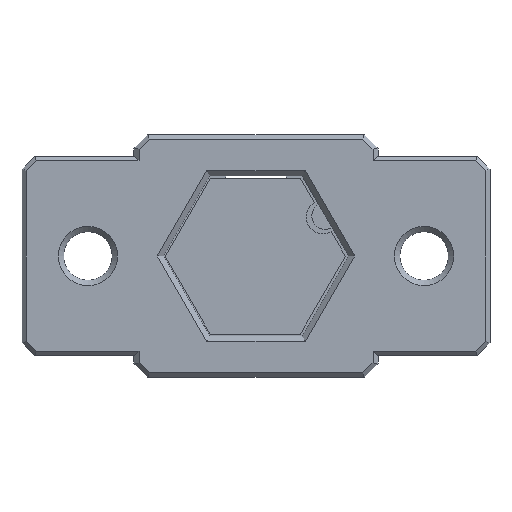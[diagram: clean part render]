
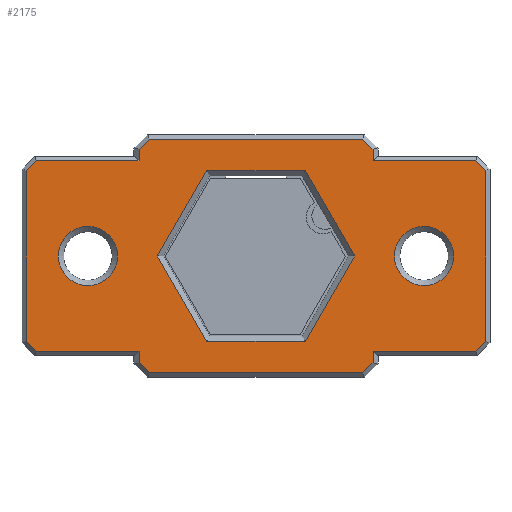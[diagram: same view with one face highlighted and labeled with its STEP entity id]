
A CAD part, front view. The second image highlights one B-rep face of the part: STEP entity #2175.
In plain terms, the highlighted planar face has unit normal (0, -1, 0).
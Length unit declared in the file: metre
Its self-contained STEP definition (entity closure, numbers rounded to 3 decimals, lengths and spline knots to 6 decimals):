
#33=CIRCLE('',#2333,0.0022);
#34=CIRCLE('',#2334,0.0022);
#158=ORIENTED_EDGE('',*,*,#756,.T.);
#159=ORIENTED_EDGE('',*,*,#757,.T.);
#160=ORIENTED_EDGE('',*,*,#758,.T.);
#161=ORIENTED_EDGE('',*,*,#759,.T.);
#162=ORIENTED_EDGE('',*,*,#760,.T.);
#163=ORIENTED_EDGE('',*,*,#761,.T.);
#164=ORIENTED_EDGE('',*,*,#762,.T.);
#165=ORIENTED_EDGE('',*,*,#763,.T.);
#166=ORIENTED_EDGE('',*,*,#764,.T.);
#167=ORIENTED_EDGE('',*,*,#765,.T.);
#168=ORIENTED_EDGE('',*,*,#766,.T.);
#169=ORIENTED_EDGE('',*,*,#767,.T.);
#170=ORIENTED_EDGE('',*,*,#768,.T.);
#171=ORIENTED_EDGE('',*,*,#769,.T.);
#172=ORIENTED_EDGE('',*,*,#770,.T.);
#173=ORIENTED_EDGE('',*,*,#771,.T.);
#174=ORIENTED_EDGE('',*,*,#772,.T.);
#175=ORIENTED_EDGE('',*,*,#773,.T.);
#176=ORIENTED_EDGE('',*,*,#774,.T.);
#177=ORIENTED_EDGE('',*,*,#775,.T.);
#178=ORIENTED_EDGE('',*,*,#776,.T.);
#179=ORIENTED_EDGE('',*,*,#777,.T.);
#180=ORIENTED_EDGE('',*,*,#778,.T.);
#181=ORIENTED_EDGE('',*,*,#779,.T.);
#182=ORIENTED_EDGE('',*,*,#780,.T.);
#183=ORIENTED_EDGE('',*,*,#781,.T.);
#184=ORIENTED_EDGE('',*,*,#782,.T.);
#185=ORIENTED_EDGE('',*,*,#783,.T.);
#756=EDGE_CURVE('',#1052,#1053,#1255,.T.);
#757=EDGE_CURVE('',#1053,#1054,#1256,.T.);
#758=EDGE_CURVE('',#1054,#1055,#1257,.T.);
#759=EDGE_CURVE('',#1055,#1056,#1258,.T.);
#760=EDGE_CURVE('',#1056,#1057,#1259,.T.);
#761=EDGE_CURVE('',#1057,#1058,#1260,.T.);
#762=EDGE_CURVE('',#1058,#1059,#1261,.T.);
#763=EDGE_CURVE('',#1059,#1060,#1262,.T.);
#764=EDGE_CURVE('',#1060,#1061,#1263,.T.);
#765=EDGE_CURVE('',#1061,#1062,#1264,.T.);
#766=EDGE_CURVE('',#1062,#1063,#1265,.T.);
#767=EDGE_CURVE('',#1063,#1064,#1266,.T.);
#768=EDGE_CURVE('',#1064,#1065,#1267,.T.);
#769=EDGE_CURVE('',#1065,#1066,#1268,.T.);
#770=EDGE_CURVE('',#1066,#1067,#1269,.T.);
#771=EDGE_CURVE('',#1067,#1068,#1270,.T.);
#772=EDGE_CURVE('',#1068,#1069,#1271,.T.);
#773=EDGE_CURVE('',#1069,#1070,#1272,.T.);
#774=EDGE_CURVE('',#1070,#1071,#1273,.T.);
#775=EDGE_CURVE('',#1071,#1052,#1274,.T.);
#776=EDGE_CURVE('',#1072,#1072,#33,.F.);
#777=EDGE_CURVE('',#1073,#1073,#34,.F.);
#778=EDGE_CURVE('',#1074,#1075,#1275,.T.);
#779=EDGE_CURVE('',#1075,#1076,#1276,.T.);
#780=EDGE_CURVE('',#1076,#1077,#1277,.T.);
#781=EDGE_CURVE('',#1077,#1078,#1278,.T.);
#782=EDGE_CURVE('',#1078,#1079,#1279,.T.);
#783=EDGE_CURVE('',#1079,#1074,#1280,.T.);
#1052=VERTEX_POINT('',#3241);
#1053=VERTEX_POINT('',#3242);
#1054=VERTEX_POINT('',#3244);
#1055=VERTEX_POINT('',#3246);
#1056=VERTEX_POINT('',#3248);
#1057=VERTEX_POINT('',#3250);
#1058=VERTEX_POINT('',#3252);
#1059=VERTEX_POINT('',#3254);
#1060=VERTEX_POINT('',#3256);
#1061=VERTEX_POINT('',#3258);
#1062=VERTEX_POINT('',#3260);
#1063=VERTEX_POINT('',#3262);
#1064=VERTEX_POINT('',#3264);
#1065=VERTEX_POINT('',#3266);
#1066=VERTEX_POINT('',#3268);
#1067=VERTEX_POINT('',#3270);
#1068=VERTEX_POINT('',#3272);
#1069=VERTEX_POINT('',#3274);
#1070=VERTEX_POINT('',#3276);
#1071=VERTEX_POINT('',#3278);
#1072=VERTEX_POINT('',#3281);
#1073=VERTEX_POINT('',#3283);
#1074=VERTEX_POINT('',#3285);
#1075=VERTEX_POINT('',#3286);
#1076=VERTEX_POINT('',#3288);
#1077=VERTEX_POINT('',#3290);
#1078=VERTEX_POINT('',#3292);
#1079=VERTEX_POINT('',#3294);
#1255=LINE('',#3240,#1547);
#1256=LINE('',#3243,#1548);
#1257=LINE('',#3245,#1549);
#1258=LINE('',#3247,#1550);
#1259=LINE('',#3249,#1551);
#1260=LINE('',#3251,#1552);
#1261=LINE('',#3253,#1553);
#1262=LINE('',#3255,#1554);
#1263=LINE('',#3257,#1555);
#1264=LINE('',#3259,#1556);
#1265=LINE('',#3261,#1557);
#1266=LINE('',#3263,#1558);
#1267=LINE('',#3265,#1559);
#1268=LINE('',#3267,#1560);
#1269=LINE('',#3269,#1561);
#1270=LINE('',#3271,#1562);
#1271=LINE('',#3273,#1563);
#1272=LINE('',#3275,#1564);
#1273=LINE('',#3277,#1565);
#1274=LINE('',#3279,#1566);
#1275=LINE('',#3284,#1567);
#1276=LINE('',#3287,#1568);
#1277=LINE('',#3289,#1569);
#1278=LINE('',#3291,#1570);
#1279=LINE('',#3293,#1571);
#1280=LINE('',#3295,#1572);
#1547=VECTOR('',#2595,1.);
#1548=VECTOR('',#2596,1.);
#1549=VECTOR('',#2597,1.);
#1550=VECTOR('',#2598,1.);
#1551=VECTOR('',#2599,1.);
#1552=VECTOR('',#2600,1.);
#1553=VECTOR('',#2601,1.);
#1554=VECTOR('',#2602,1.);
#1555=VECTOR('',#2603,1.);
#1556=VECTOR('',#2604,1.);
#1557=VECTOR('',#2605,1.);
#1558=VECTOR('',#2606,1.);
#1559=VECTOR('',#2607,1.);
#1560=VECTOR('',#2608,1.);
#1561=VECTOR('',#2609,1.);
#1562=VECTOR('',#2610,1.);
#1563=VECTOR('',#2611,1.);
#1564=VECTOR('',#2612,1.);
#1565=VECTOR('',#2613,1.);
#1566=VECTOR('',#2614,1.);
#1567=VECTOR('',#2619,1.);
#1568=VECTOR('',#2620,1.);
#1569=VECTOR('',#2621,1.);
#1570=VECTOR('',#2622,1.);
#1571=VECTOR('',#2623,1.);
#1572=VECTOR('',#2624,1.);
#1768=EDGE_LOOP('',(#158,#159,#160,#161,#162,#163,#164,#165,#166,#167,#168,
#169,#170,#171,#172,#173,#174,#175,#176,#177));
#1769=EDGE_LOOP('',(#178));
#1770=EDGE_LOOP('',(#179));
#1771=EDGE_LOOP('',(#180,#181,#182,#183,#184,#185));
#1912=FACE_BOUND('',#1768,.T.);
#1913=FACE_BOUND('',#1769,.T.);
#1914=FACE_BOUND('',#1770,.T.);
#1915=FACE_BOUND('',#1771,.T.);
#2056=PLANE('',#2332);
#2175=ADVANCED_FACE('',(#1912,#1913,#1914,#1915),#2056,.T.);
#2332=AXIS2_PLACEMENT_3D('',#3239,#2593,#2594);
#2333=AXIS2_PLACEMENT_3D('',#3280,#2615,#2616);
#2334=AXIS2_PLACEMENT_3D('',#3282,#2617,#2618);
#2593=DIRECTION('',(0.,-1.,0.));
#2594=DIRECTION('',(1.,0.,0.));
#2595=DIRECTION('',(0.707,0.,0.707));
#2596=DIRECTION('',(0.,0.,1.));
#2597=DIRECTION('',(1.,0.,0.));
#2598=DIRECTION('',(0.707,0.,0.707));
#2599=DIRECTION('',(0.,0.,1.));
#2600=DIRECTION('',(-0.707,0.,0.707));
#2601=DIRECTION('',(-1.,0.,0.));
#2602=DIRECTION('',(0.,0.,1.));
#2603=DIRECTION('',(-0.707,0.,0.707));
#2604=DIRECTION('',(-1.,0.,0.));
#2605=DIRECTION('',(-0.707,0.,-0.707));
#2606=DIRECTION('',(0.,0.,-1.));
#2607=DIRECTION('',(-1.,0.,0.));
#2608=DIRECTION('',(-0.707,0.,-0.707));
#2609=DIRECTION('',(0.,0.,-1.));
#2610=DIRECTION('',(0.707,0.,-0.707));
#2611=DIRECTION('',(1.,0.,0.));
#2612=DIRECTION('',(0.,0.,-1.));
#2613=DIRECTION('',(0.707,0.,-0.707));
#2614=DIRECTION('',(1.,0.,0.));
#2615=DIRECTION('',(0.,-1.,0.));
#2616=DIRECTION('',(0.,0.,-1.));
#2617=DIRECTION('',(0.,-1.,0.));
#2618=DIRECTION('',(0.,0.,-1.));
#2619=DIRECTION('',(1.,0.,0.));
#2620=DIRECTION('',(0.5,0.,-0.866));
#2621=DIRECTION('',(-0.5,0.,-0.866));
#2622=DIRECTION('',(-1.,0.,0.));
#2623=DIRECTION('',(-0.5,0.,0.866));
#2624=DIRECTION('',(0.5,0.,0.866));
#3239=CARTESIAN_POINT('',(-0.000006,0.021,0.005713));
#3240=CARTESIAN_POINT('',(0.008312,0.021,-0.002604));
#3241=CARTESIAN_POINT('',(0.007929,0.021,-0.002987));
#3242=CARTESIAN_POINT('',(0.008694,0.021,-0.002221));
#3243=CARTESIAN_POINT('',(0.008694,0.021,0.005713));
#3244=CARTESIAN_POINT('',(0.008694,0.021,-0.001387));
#3245=CARTESIAN_POINT('',(-0.000006,0.021,-0.001387));
#3246=CARTESIAN_POINT('',(0.016329,0.021,-0.001387));
#3247=CARTESIAN_POINT('',(0.011712,0.021,-0.006004));
#3248=CARTESIAN_POINT('',(0.017094,0.021,-0.000621));
#3249=CARTESIAN_POINT('',(0.017094,0.021,0.005713));
#3250=CARTESIAN_POINT('',(0.017094,0.021,0.012048));
#3251=CARTESIAN_POINT('',(0.011712,0.021,0.01743));
#3252=CARTESIAN_POINT('',(0.016329,0.021,0.012813));
#3253=CARTESIAN_POINT('',(0.009094,0.021,0.012813));
#3254=CARTESIAN_POINT('',(0.008694,0.021,0.012813));
#3255=CARTESIAN_POINT('',(0.008694,0.021,0.005713));
#3256=CARTESIAN_POINT('',(0.008694,0.021,0.013648));
#3257=CARTESIAN_POINT('',(0.008312,0.021,0.01403));
#3258=CARTESIAN_POINT('',(0.007929,0.021,0.014413));
#3259=CARTESIAN_POINT('',(-0.000006,0.021,0.014413));
#3260=CARTESIAN_POINT('',(-0.00794,0.021,0.014413));
#3261=CARTESIAN_POINT('',(-0.008323,0.021,0.01403));
#3262=CARTESIAN_POINT('',(-0.008706,0.021,0.013648));
#3263=CARTESIAN_POINT('',(-0.008706,0.021,0.013213));
#3264=CARTESIAN_POINT('',(-0.008706,0.021,0.012813));
#3265=CARTESIAN_POINT('',(-0.016506,0.021,0.012813));
#3266=CARTESIAN_POINT('',(-0.01634,0.021,0.012813));
#3267=CARTESIAN_POINT('',(-0.011723,0.021,0.01743));
#3268=CARTESIAN_POINT('',(-0.017106,0.021,0.012048));
#3269=CARTESIAN_POINT('',(-0.017106,0.021,-0.000787));
#3270=CARTESIAN_POINT('',(-0.017106,0.021,-0.000621));
#3271=CARTESIAN_POINT('',(-0.011723,0.021,-0.006004));
#3272=CARTESIAN_POINT('',(-0.01634,0.021,-0.001387));
#3273=CARTESIAN_POINT('',(-0.000006,0.021,-0.001387));
#3274=CARTESIAN_POINT('',(-0.008706,0.021,-0.001387));
#3275=CARTESIAN_POINT('',(-0.008706,0.021,-0.002387));
#3276=CARTESIAN_POINT('',(-0.008706,0.021,-0.002221));
#3277=CARTESIAN_POINT('',(-0.008323,0.021,-0.002604));
#3278=CARTESIAN_POINT('',(-0.00794,0.021,-0.002987));
#3279=CARTESIAN_POINT('',(0.008094,0.021,-0.002987));
#3280=CARTESIAN_POINT('',(-0.012506,0.021,0.005713));
#3281=CARTESIAN_POINT('',(-0.012506,0.021,0.003513));
#3282=CARTESIAN_POINT('',(0.012494,0.021,0.005713));
#3283=CARTESIAN_POINT('',(0.012494,0.021,0.003513));
#3284=CARTESIAN_POINT('',(-0.000006,0.021,0.012063));
#3285=CARTESIAN_POINT('',(-0.003672,0.021,0.012063));
#3286=CARTESIAN_POINT('',(0.003661,0.021,0.012063));
#3287=CARTESIAN_POINT('',(0.005494,0.021,0.008888));
#3288=CARTESIAN_POINT('',(0.007327,0.021,0.005713));
#3289=CARTESIAN_POINT('',(0.005494,0.021,0.002538));
#3290=CARTESIAN_POINT('',(0.003661,0.021,-0.000637));
#3291=CARTESIAN_POINT('',(-0.000006,0.021,-0.000637));
#3292=CARTESIAN_POINT('',(-0.003672,0.021,-0.000637));
#3293=CARTESIAN_POINT('',(-0.005505,0.021,0.002538));
#3294=CARTESIAN_POINT('',(-0.007338,0.021,0.005713));
#3295=CARTESIAN_POINT('',(-0.005505,0.021,0.008888));
